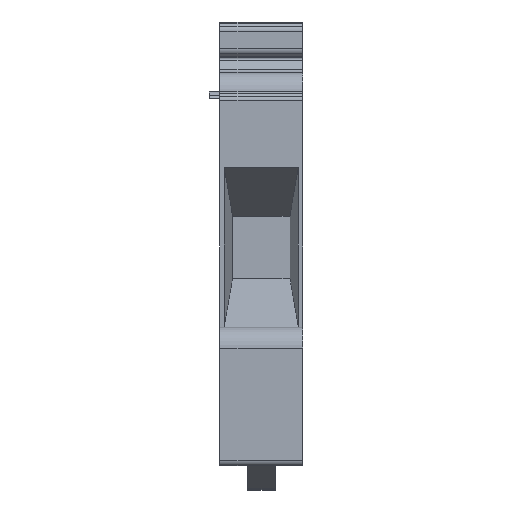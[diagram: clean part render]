
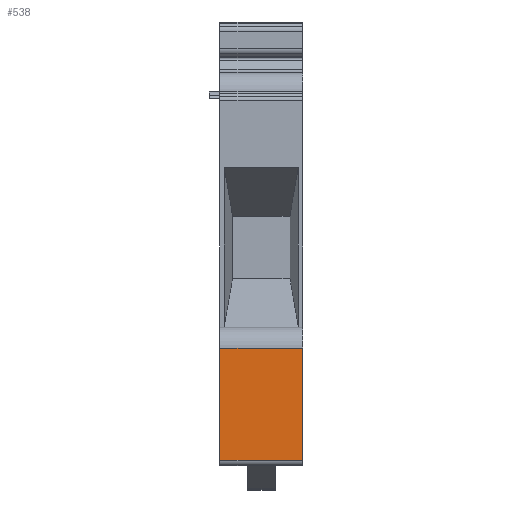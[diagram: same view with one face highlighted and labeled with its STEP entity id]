
A CAD part, left-side view. The second image highlights one B-rep face of the part: STEP entity #538.
In plain terms, the highlighted planar face has unit normal (-1, 0, 0).
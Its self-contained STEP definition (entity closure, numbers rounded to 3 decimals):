
#538 = ADVANCED_FACE( '', ( #1103 ), #1104, .T. );
#1103 = FACE_OUTER_BOUND( '', #1687, .T. );
#1104 = PLANE( '', #1688 );
#1687 = EDGE_LOOP( '', ( #3351, #3352, #3353, #3354 ) );
#1688 = AXIS2_PLACEMENT_3D( '', #3355, #3356, #3357 );
#3351 = ORIENTED_EDGE( '', *, *, #4287, .F. );
#3352 = ORIENTED_EDGE( '', *, *, #4138, .F. );
#3353 = ORIENTED_EDGE( '', *, *, #4013, .T. );
#3354 = ORIENTED_EDGE( '', *, *, #4074, .F. );
#3355 = CARTESIAN_POINT( '', ( -27.75, 9.9, -8.79 ) );
#3356 = DIRECTION( '', ( -1., 0., 0. ) );
#3357 = DIRECTION( '', ( 0., 0., 1. ) );
#4013 = EDGE_CURVE( '', #5005, #5006, #5007, .T. );
#4074 = EDGE_CURVE( '', #5088, #5006, #5090, .T. );
#4138 = EDGE_CURVE( '', #5005, #5178, #5179, .T. );
#4287 = EDGE_CURVE( '', #5178, #5088, #5363, .T. );
#5005 = VERTEX_POINT( '', #6345 );
#5006 = VERTEX_POINT( '', #6346 );
#5007 = LINE( '', #6347, #6348 );
#5088 = VERTEX_POINT( '', #6457 );
#5090 = LINE( '', #6459, #6460 );
#5178 = VERTEX_POINT( '', #6582 );
#5179 = LINE( '', #6583, #6584 );
#5363 = LINE( '', #6841, #6842 );
#6345 = CARTESIAN_POINT( '', ( -27.75, 8.9, -19.49 ) );
#6346 = CARTESIAN_POINT( '', ( -27.75, 1., -19.49 ) );
#6347 = CARTESIAN_POINT( '', ( -27.75, 9.9, -19.49 ) );
#6348 = VECTOR( '', #7353, 1000. );
#6457 = CARTESIAN_POINT( '', ( -27.75, 1., -8.79 ) );
#6459 = CARTESIAN_POINT( '', ( -27.75, 1., -8.79 ) );
#6460 = VECTOR( '', #7433, 1000. );
#6582 = CARTESIAN_POINT( '', ( -27.75, 8.9, -8.79 ) );
#6583 = CARTESIAN_POINT( '', ( -27.75, 8.9, -8.79 ) );
#6584 = VECTOR( '', #7534, 1000. );
#6841 = CARTESIAN_POINT( '', ( -27.75, 9.9, -8.79 ) );
#6842 = VECTOR( '', #7656, 1000. );
#7353 = DIRECTION( '', ( 0., -1., 0. ) );
#7433 = DIRECTION( '', ( 0., 0., -1. ) );
#7534 = DIRECTION( '', ( 0., 0., 1. ) );
#7656 = DIRECTION( '', ( 0., -1., 0. ) );
